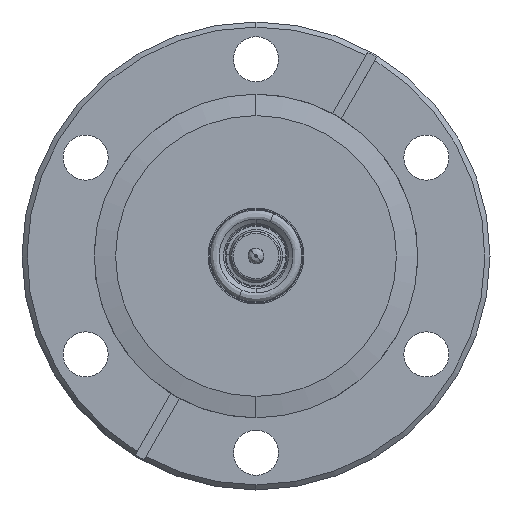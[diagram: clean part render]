
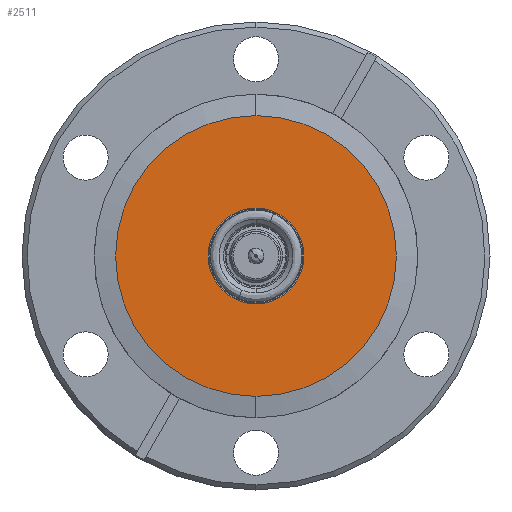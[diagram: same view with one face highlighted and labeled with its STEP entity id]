
A CAD part, front view. The second image highlights one B-rep face of the part: STEP entity #2511.
In plain terms, the highlighted planar face has unit normal (0, -1, 0).
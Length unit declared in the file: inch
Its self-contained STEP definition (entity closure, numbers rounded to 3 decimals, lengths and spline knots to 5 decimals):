
#222 = ORIENTED_EDGE ( 'NONE', *, *, #2137, .F. ) ;
#245 = ORIENTED_EDGE ( 'NONE', *, *, #2345, .T. ) ;
#246 = ORIENTED_EDGE ( 'NONE', *, *, #2210, .T. ) ;
#543 = ORIENTED_EDGE ( 'NONE', *, *, #2351, .F. ) ;
#1341 = VERTEX_POINT ( 'NONE', #4460 ) ;
#1396 = VERTEX_POINT ( 'NONE', #4313 ) ;
#1454 = EDGE_LOOP ( 'NONE', ( #222, #543 ) ) ;
#1600 = VERTEX_POINT ( 'NONE', #4253 ) ;
#1601 = VERTEX_POINT ( 'NONE', #4252 ) ;
#1614 = EDGE_LOOP ( 'NONE', ( #245, #246 ) ) ;
#1665 = DIRECTION ( 'NONE',  ( 0., -1., 0. ) ) ;
#1668 = DIRECTION ( 'NONE',  ( 0., 0., 1. ) ) ;
#1670 = CARTESIAN_POINT ( 'NONE',  ( 0., 0.72412, 0. ) ) ;
#1967 = DIRECTION ( 'NONE',  ( 0., 0., -1. ) ) ;
#1969 = DIRECTION ( 'NONE',  ( 0., -1., 0. ) ) ;
#1970 = CARTESIAN_POINT ( 'NONE',  ( 0., 0.72412, 0. ) ) ;
#2137 = EDGE_CURVE ( 'NONE', #1341, #1601, #2819, .T. ) ;
#2210 = EDGE_CURVE ( 'NONE', #1396, #1600, #2672, .T. ) ;
#2345 = EDGE_CURVE ( 'NONE', #1600, #1396, #4055, .T. ) ;
#2351 = EDGE_CURVE ( 'NONE', #1601, #1341, #3984, .T. ) ;
#2511 = ADVANCED_FACE ( 'NONE', ( #3101, #3100 ), #3099, .F. ) ;
#2672 = CIRCLE ( 'NONE', #2727, 0.825 ) ;
#2727 = AXIS2_PLACEMENT_3D ( 'NONE', #1670, #1665, #1668 ) ;
#2763 = AXIS2_PLACEMENT_3D ( 'NONE', #1970, #1969, #1967 ) ;
#2819 = CIRCLE ( 'NONE', #2763, 0.281 ) ;
#3096 = DIRECTION ( 'NONE',  ( 0., 0., 1. ) ) ;
#3097 = DIRECTION ( 'NONE',  ( 0., 1., 0. ) ) ;
#3099 = PLANE ( 'NONE',  #3949 ) ;
#3100 = FACE_OUTER_BOUND ( 'NONE', #1614, .T. ) ;
#3101 = FACE_BOUND ( 'NONE', #1454, .T. ) ;
#3103 = CARTESIAN_POINT ( 'NONE',  ( 0., 0.72412, 0. ) ) ;
#3366 = DIRECTION ( 'NONE',  ( 0., 0., -1. ) ) ;
#3367 = DIRECTION ( 'NONE',  ( 0., -1., 0. ) ) ;
#3368 = CARTESIAN_POINT ( 'NONE',  ( 0., 0.72412, 0. ) ) ;
#3385 = DIRECTION ( 'NONE',  ( 0., 0., 1. ) ) ;
#3386 = DIRECTION ( 'NONE',  ( 0., -1., 0. ) ) ;
#3387 = CARTESIAN_POINT ( 'NONE',  ( 0., 0.72412, 0. ) ) ;
#3949 = AXIS2_PLACEMENT_3D ( 'NONE', #3103, #3097, #3096 ) ;
#3973 = AXIS2_PLACEMENT_3D ( 'NONE', #3368, #3367, #3366 ) ;
#3983 = AXIS2_PLACEMENT_3D ( 'NONE', #3387, #3386, #3385 ) ;
#3984 = CIRCLE ( 'NONE', #3973, 0.281 ) ;
#4055 = CIRCLE ( 'NONE', #3983, 0.825 ) ;
#4252 = CARTESIAN_POINT ( 'NONE',  ( 0., 0.72412, 0.281 ) ) ;
#4253 = CARTESIAN_POINT ( 'NONE',  ( 0., 0.72412, 0.825 ) ) ;
#4313 = CARTESIAN_POINT ( 'NONE',  ( 0., 0.72412, -0.825 ) ) ;
#4460 = CARTESIAN_POINT ( 'NONE',  ( 0., 0.72412, -0.281 ) ) ;
